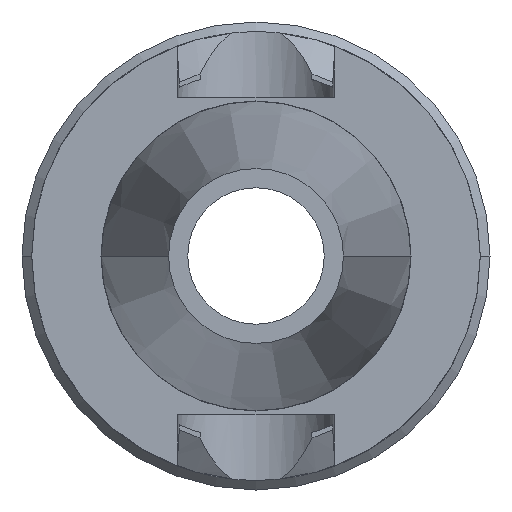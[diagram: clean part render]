
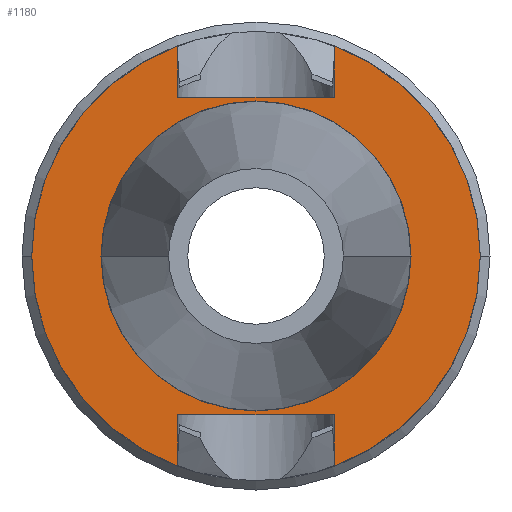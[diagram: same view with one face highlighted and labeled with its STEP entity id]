
A CAD part, left-side view. The second image highlights one B-rep face of the part: STEP entity #1180.
In plain terms, the highlighted planar face has unit normal (-1, 0, 0).
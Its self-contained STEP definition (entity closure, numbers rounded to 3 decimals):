
#161=CARTESIAN_POINT('',(1.,0.,0.));
#162=DIRECTION('',(1.,0.,0.));
#163=DIRECTION('',(0.,1.,0.));
#164=AXIS2_PLACEMENT_3D('',#161,#162,#163);
#183=CARTESIAN_POINT('',(1.,0.,0.));
#184=DIRECTION('',(-1.,0.,0.));
#185=DIRECTION('',(0.,1.,0.));
#186=AXIS2_PLACEMENT_3D('',#183,#184,#185);
#191=DIRECTION('',(0.,1.,0.));
#192=VECTOR('',#191,16.1);
#193=CARTESIAN_POINT('',(1.,-8.05,-16.3));
#194=LINE('',#193,#192);
#198=DIRECTION('',(0.,0.,1.));
#199=VECTOR('',#198,5.245);
#200=CARTESIAN_POINT('',(1.,8.05,-21.545));
#201=LINE('',#200,#199);
#205=DIRECTION('',(0.,0.,-1.));
#206=VECTOR('',#205,5.245);
#207=CARTESIAN_POINT('',(1.,8.05,21.545));
#208=LINE('',#207,#206);
#212=DIRECTION('',(0.,1.,0.));
#213=VECTOR('',#212,16.1);
#214=CARTESIAN_POINT('',(1.,-8.05,16.3));
#215=LINE('',#214,#213);
#219=DIRECTION('',(0.,0.,-1.));
#220=VECTOR('',#219,5.245);
#221=CARTESIAN_POINT('',(1.,-8.05,21.545));
#222=LINE('',#221,#220);
#226=DIRECTION('',(0.,0.,1.));
#227=VECTOR('',#226,5.245);
#228=CARTESIAN_POINT('',(1.,-8.05,-21.545));
#229=LINE('',#228,#227);
#376=CARTESIAN_POINT('',(1.,0.,0.));
#377=DIRECTION('',(-1.,0.,0.));
#378=DIRECTION('',(0.,0.35,0.937));
#379=AXIS2_PLACEMENT_3D('',#376,#377,#378);
#391=CARTESIAN_POINT('',(1.,0.,0.));
#392=DIRECTION('',(-1.,0.,0.));
#393=DIRECTION('',(0.,-0.35,-0.937));
#394=AXIS2_PLACEMENT_3D('',#391,#392,#393);
#863=CARTESIAN_POINT('',(1.,15.784,0.));
#865=VERTEX_POINT('',#863);
#873=CARTESIAN_POINT('',(1.,-15.784,0.));
#875=VERTEX_POINT('',#873);
#899=CARTESIAN_POINT('',(1.,8.05,21.545));
#900=VERTEX_POINT('',#899);
#901=CARTESIAN_POINT('',(1.,-8.05,21.545));
#902=VERTEX_POINT('',#901);
#903=CARTESIAN_POINT('',(1.,-8.05,16.3));
#904=CARTESIAN_POINT('',(1.,8.05,16.3));
#905=VERTEX_POINT('',#903);
#906=VERTEX_POINT('',#904);
#923=CARTESIAN_POINT('',(1.,8.05,-21.545));
#924=VERTEX_POINT('',#923);
#925=CARTESIAN_POINT('',(1.,-8.05,-21.545));
#926=VERTEX_POINT('',#925);
#927=CARTESIAN_POINT('',(1.,-8.05,-16.3));
#928=CARTESIAN_POINT('',(1.,8.05,-16.3));
#929=VERTEX_POINT('',#927);
#930=VERTEX_POINT('',#928);
#1153=CARTESIAN_POINT('',(1.,0.,0.));
#1154=DIRECTION('',(1.,0.,0.));
#1155=DIRECTION('',(0.,-1.,0.));
#1156=AXIS2_PLACEMENT_3D('',#1153,#1154,#1155);
#1157=PLANE('',#1156);
#1159=ORIENTED_EDGE('',*,*,#1158,.T.);
#1161=ORIENTED_EDGE('',*,*,#1160,.F.);
#1163=ORIENTED_EDGE('',*,*,#1162,.F.);
#1165=ORIENTED_EDGE('',*,*,#1164,.T.);
#1167=ORIENTED_EDGE('',*,*,#1166,.F.);
#1169=ORIENTED_EDGE('',*,*,#1168,.F.);
#1171=ORIENTED_EDGE('',*,*,#1170,.F.);
#1173=ORIENTED_EDGE('',*,*,#1172,.T.);
#1174=EDGE_LOOP('',(#1159,#1161,#1163,#1165,#1167,#1169,#1171,#1173));
#1175=FACE_OUTER_BOUND('',#1174,.F.);
#1176=ORIENTED_EDGE('',*,*,#1148,.T.);
#1177=ORIENTED_EDGE('',*,*,#1132,.F.);
#1178=EDGE_LOOP('',(#1176,#1177));
#1179=FACE_BOUND('',#1178,.F.);
#165=CIRCLE('',#164,15.784);
#187=CIRCLE('',#186,15.784);
#380=CIRCLE('',#379,23.);
#395=CIRCLE('',#394,23.);
#1132=EDGE_CURVE('',#865,#875,#165,.T.);
#1148=EDGE_CURVE('',#865,#875,#187,.T.);
#1158=EDGE_CURVE('',#929,#930,#194,.T.);
#1160=EDGE_CURVE('',#924,#930,#201,.T.);
#1162=EDGE_CURVE('',#900,#924,#380,.T.);
#1164=EDGE_CURVE('',#900,#906,#208,.T.);
#1166=EDGE_CURVE('',#905,#906,#215,.T.);
#1168=EDGE_CURVE('',#902,#905,#222,.T.);
#1170=EDGE_CURVE('',#926,#902,#395,.T.);
#1172=EDGE_CURVE('',#926,#929,#229,.T.);
#1180=ADVANCED_FACE('',(#1175,#1179),#1157,.F.);
